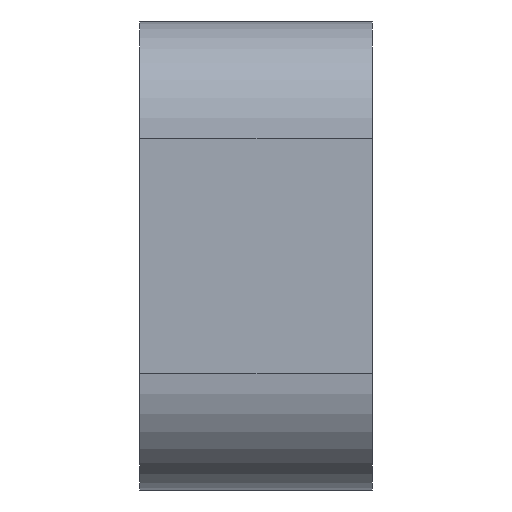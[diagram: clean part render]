
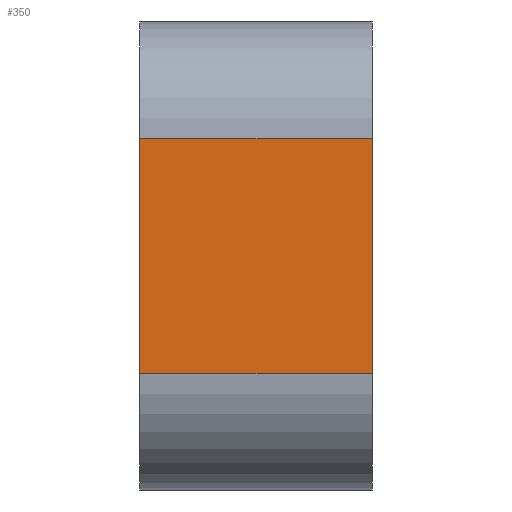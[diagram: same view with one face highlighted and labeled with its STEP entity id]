
A CAD part, left-side view. The second image highlights one B-rep face of the part: STEP entity #350.
In plain terms, the highlighted planar face has unit normal (-1, 0, 0).
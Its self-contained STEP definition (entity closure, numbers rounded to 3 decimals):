
#141=CARTESIAN_POINT('',(-70.25,-3.0,30.5));
#142=VERTEX_POINT('',#141);
#150=CARTESIAN_POINT('',(-70.25,-3.0,-30.5));
#151=VERTEX_POINT('',#150);
#152=CARTESIAN_POINT('',(-70.25,-3.0,30.5));
#153=DIRECTION('',(0.0,0.0,-1.0));
#154=VECTOR('',#153,61.);
#155=LINE('',#152,#154);
#156=EDGE_CURVE('',#142,#151,#155,.T.);
#300=CARTESIAN_POINT('',(-70.25,57.0,-30.5));
#301=VERTEX_POINT('',#300);
#318=CARTESIAN_POINT('',(-70.25,-3.0,-30.5));
#319=DIRECTION('',(0.0,1.0,0.0));
#320=VECTOR('',#319,60.0);
#321=LINE('',#318,#320);
#322=EDGE_CURVE('',#151,#301,#321,.T.);
#327=CARTESIAN_POINT('',(-70.25,0.0,-60.5));
#328=DIRECTION('',(-1.0,0.0,0.0));
#329=DIRECTION('',(0.0,0.0,1.0));
#330=AXIS2_PLACEMENT_3D('',#327,#328,#329);
#331=PLANE('',#330);
#332=ORIENTED_EDGE('',*,*,#322,.F.);
#333=ORIENTED_EDGE('',*,*,#156,.F.);
#334=CARTESIAN_POINT('',(-70.25,57.0,30.5));
#335=VERTEX_POINT('',#334);
#336=CARTESIAN_POINT('',(-70.25,57.0,30.5));
#337=DIRECTION('',(0.0,-1.0,0.0));
#338=VECTOR('',#337,60.0);
#339=LINE('',#336,#338);
#340=EDGE_CURVE('',#335,#142,#339,.T.);
#341=ORIENTED_EDGE('',*,*,#340,.F.);
#342=CARTESIAN_POINT('',(-70.25,57.0,-30.5));
#343=DIRECTION('',(0.0,0.0,1.0));
#344=VECTOR('',#343,61.);
#345=LINE('',#342,#344);
#346=EDGE_CURVE('',#301,#335,#345,.T.);
#347=ORIENTED_EDGE('',*,*,#346,.F.);
#348=EDGE_LOOP('',(#332,#333,#341,#347));
#349=FACE_OUTER_BOUND('',#348,.T.);
#350=ADVANCED_FACE('',(#349),#331,.T.);
